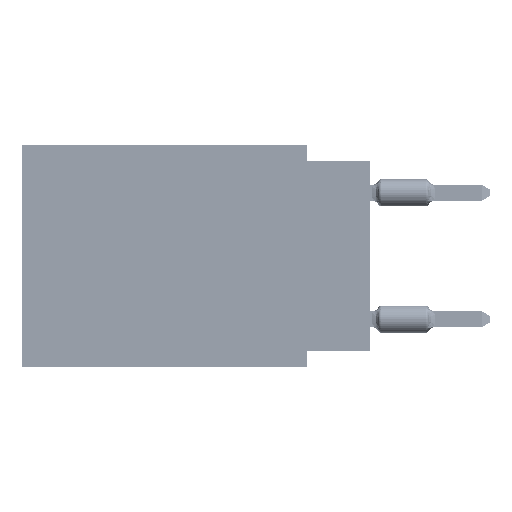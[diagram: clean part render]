
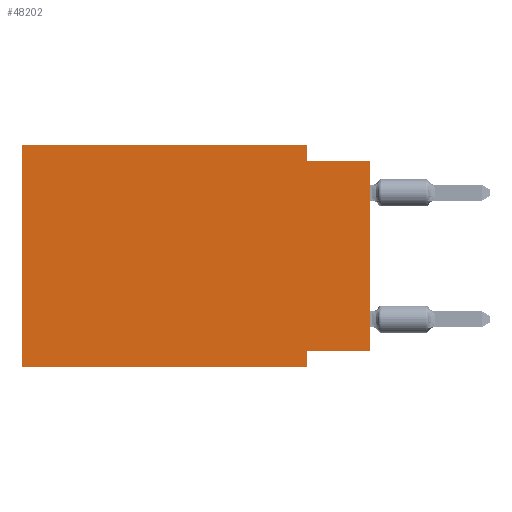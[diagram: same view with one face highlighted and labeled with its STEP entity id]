
A CAD part, left-side view. The second image highlights one B-rep face of the part: STEP entity #48202.
In plain terms, the highlighted planar face has unit normal (-1, 0, 0).
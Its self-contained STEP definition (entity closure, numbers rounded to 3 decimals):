
#5018 = LINE ( 'NONE', #72918, #18571 ) ;
#5467 = CARTESIAN_POINT ( 'NONE',  ( 0., 2.54, -0.635 ) ) ;
#7201 = FACE_OUTER_BOUND ( 'NONE', #81685, .T. ) ;
#7439 = EDGE_CURVE ( 'NONE', #31687, #22941, #13342, .T. ) ;
#7649 = VECTOR ( 'NONE', #43981, 1000. ) ;
#9234 = VERTEX_POINT ( 'NONE', #23874 ) ;
#9247 = CARTESIAN_POINT ( 'NONE',  ( 0., 2.54, -8.89 ) ) ;
#11832 = CARTESIAN_POINT ( 'NONE',  ( 0., 13.97, -8.89 ) ) ;
#13342 = LINE ( 'NONE', #65534, #101213 ) ;
#13408 = DIRECTION ( 'NONE',  ( 0., 0., -1. ) ) ;
#13713 = EDGE_CURVE ( 'NONE', #31687, #87127, #26030, .T. ) ;
#17798 = VERTEX_POINT ( 'NONE', #5467 ) ;
#18571 = VECTOR ( 'NONE', #107110, 1000. ) ;
#20672 = DIRECTION ( 'NONE',  ( 0., 0., 1. ) ) ;
#22405 = DIRECTION ( 'NONE',  ( 1., 0., 0. ) ) ;
#22941 = VERTEX_POINT ( 'NONE', #32464 ) ;
#23365 = VECTOR ( 'NONE', #55964, 1000. ) ;
#23874 = CARTESIAN_POINT ( 'NONE',  ( 0., 13.97, -8.89 ) ) ;
#26030 = LINE ( 'NONE', #60272, #7649 ) ;
#26847 = EDGE_CURVE ( 'NONE', #86207, #17798, #5018, .T. ) ;
#27897 = CARTESIAN_POINT ( 'NONE',  ( 0., 2.54, 0. ) ) ;
#28121 = DIRECTION ( 'NONE',  ( 0., -1., 0. ) ) ;
#31419 = ORIENTED_EDGE ( 'NONE', *, *, #7439, .T. ) ;
#31687 = VERTEX_POINT ( 'NONE', #34405 ) ;
#32464 = CARTESIAN_POINT ( 'NONE',  ( 0., 0., -0.635 ) ) ;
#34405 = CARTESIAN_POINT ( 'NONE',  ( 0., 0., -8.255 ) ) ;
#37262 = EDGE_CURVE ( 'NONE', #17798, #22941, #71125, .T. ) ;
#37906 = ORIENTED_EDGE ( 'NONE', *, *, #13713, .F. ) ;
#38644 = EDGE_CURVE ( 'NONE', #62289, #86207, #66064, .T. ) ;
#43294 = CARTESIAN_POINT ( 'NONE',  ( 0., 2.54, -8.255 ) ) ;
#43981 = DIRECTION ( 'NONE',  ( 0., 1., 0. ) ) ;
#48202 = ADVANCED_FACE ( 'NONE', ( #7201 ), #66162, .F. ) ;
#48640 = LINE ( 'NONE', #91800, #69604 ) ;
#49214 = DIRECTION ( 'NONE',  ( 0., -1., 0. ) ) ;
#52364 = EDGE_CURVE ( 'NONE', #9234, #62289, #77400, .T. ) ;
#52782 = VECTOR ( 'NONE', #76850, 1000. ) ;
#53117 = ORIENTED_EDGE ( 'NONE', *, *, #52364, .F. ) ;
#54790 = ORIENTED_EDGE ( 'NONE', *, *, #38644, .F. ) ;
#55964 = DIRECTION ( 'NONE',  ( 0., -1., 0. ) ) ;
#56024 = ORIENTED_EDGE ( 'NONE', *, *, #88407, .T. ) ;
#57914 = EDGE_CURVE ( 'NONE', #87127, #73309, #48640, .T. ) ;
#59531 = AXIS2_PLACEMENT_3D ( 'NONE', #100334, #22405, #13408 ) ;
#60272 = CARTESIAN_POINT ( 'NONE',  ( 0., 0., -8.255 ) ) ;
#62289 = VERTEX_POINT ( 'NONE', #80228 ) ;
#65534 = CARTESIAN_POINT ( 'NONE',  ( 0., 0., 0. ) ) ;
#66064 = LINE ( 'NONE', #91835, #79055 ) ;
#66162 = PLANE ( 'NONE',  #59531 ) ;
#67113 = DIRECTION ( 'NONE',  ( 0., 0., -1. ) ) ;
#68425 = ORIENTED_EDGE ( 'NONE', *, *, #26847, .F. ) ;
#69604 = VECTOR ( 'NONE', #67113, 1000. ) ;
#70100 = CARTESIAN_POINT ( 'NONE',  ( 0., 13.97, 0. ) ) ;
#71125 = LINE ( 'NONE', #105304, #23365 ) ;
#72918 = CARTESIAN_POINT ( 'NONE',  ( 0., 2.54, 0. ) ) ;
#73309 = VERTEX_POINT ( 'NONE', #9247 ) ;
#76850 = DIRECTION ( 'NONE',  ( 0., 0., 1. ) ) ;
#77400 = LINE ( 'NONE', #70100, #52782 ) ;
#79055 = VECTOR ( 'NONE', #49214, 1000. ) ;
#80228 = CARTESIAN_POINT ( 'NONE',  ( 0., 13.97, 0. ) ) ;
#81685 = EDGE_LOOP ( 'NONE', ( #31419, #108866, #68425, #54790, #53117, #56024, #98451, #37906 ) ) ;
#86207 = VERTEX_POINT ( 'NONE', #27897 ) ;
#87127 = VERTEX_POINT ( 'NONE', #43294 ) ;
#87585 = LINE ( 'NONE', #11832, #108268 ) ;
#88407 = EDGE_CURVE ( 'NONE', #9234, #73309, #87585, .T. ) ;
#91800 = CARTESIAN_POINT ( 'NONE',  ( 0., 2.54, -8.89 ) ) ;
#91835 = CARTESIAN_POINT ( 'NONE',  ( 0., 13.97, 0. ) ) ;
#98451 = ORIENTED_EDGE ( 'NONE', *, *, #57914, .F. ) ;
#100334 = CARTESIAN_POINT ( 'NONE',  ( 0., 13.97, 0. ) ) ;
#101213 = VECTOR ( 'NONE', #20672, 1000. ) ;
#105304 = CARTESIAN_POINT ( 'NONE',  ( 0., 0., -0.635 ) ) ;
#107110 = DIRECTION ( 'NONE',  ( 0., 0., -1. ) ) ;
#108268 = VECTOR ( 'NONE', #28121, 1000. ) ;
#108866 = ORIENTED_EDGE ( 'NONE', *, *, #37262, .F. ) ;
